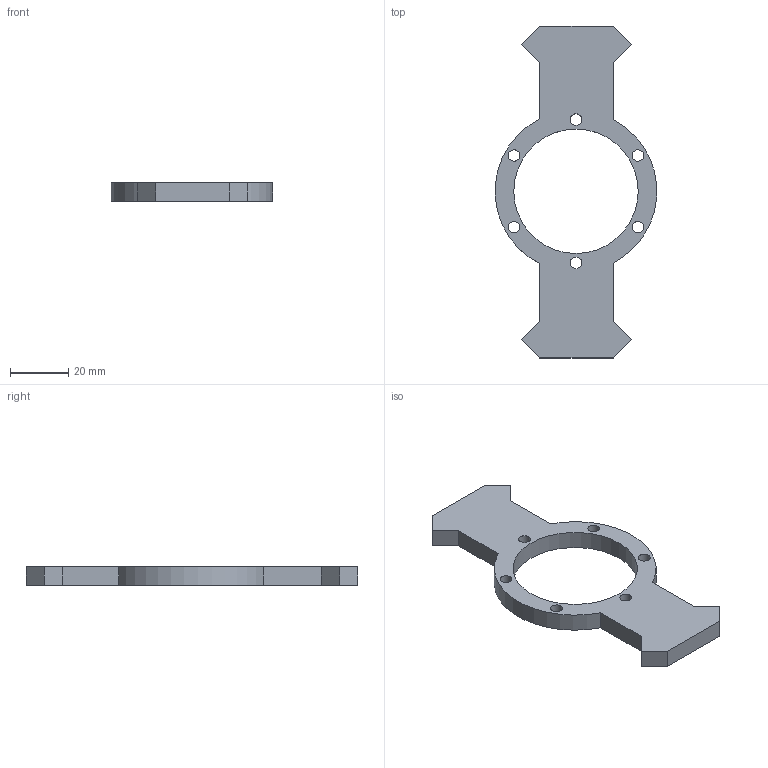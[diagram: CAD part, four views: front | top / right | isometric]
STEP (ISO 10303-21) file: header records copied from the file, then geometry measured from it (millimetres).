
FILE_DESCRIPTION(/* description */ (''),/* implementation_level */ '2;1');
FILE_NAME(/* name */ 'Weapon_AR500_.25inch.step',/* time_stamp */ '2023-04-13T17:23:12-04:00',/* author */ (''),/* organization */ (''),/* preprocessor_version */ 'ST-DEVELOPER v19.2',/* originating_system */ 'Autodesk Translation Framework v12.4.0.73',/* authorisation */ '');
FILE_SCHEMA (('AUTOMOTIVE_DESIGN { 1 0 10303 214 3 1 1 }'));
Length unit declared in the file: inch
Products named in the file (1): WhirlWax_Weapon
Bounding box: 55.53 x 114.3 x 6.35 mm (x, y, z)
Volume: 16645.6 mm3; surface area: 8630.9 mm2
Topology: 1 solids, 1 shells, 25 faces, 69 edges, 46 vertices
Faces by surface type: plane 16, cylinder 9
Full cylindrical faces by diameter (mm): 4 x6, 42.85 x1
Entity records: 853 total; most frequent: CARTESIAN_POINT 141, DIRECTION 139, ORIENTED_EDGE 138, EDGE_CURVE 69, LINE 51, VECTOR 51, VERTEX_POINT 46, AXIS2_PLACEMENT_3D 44
